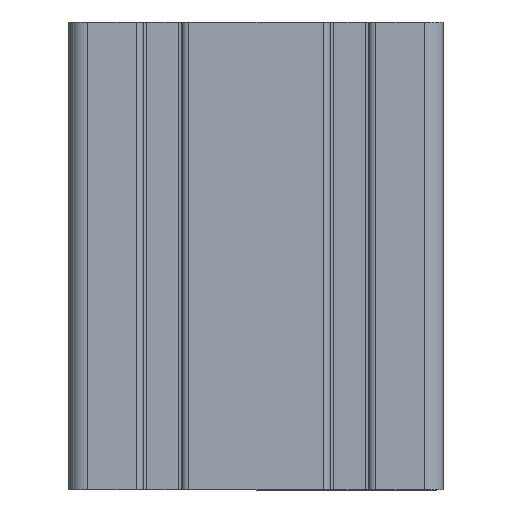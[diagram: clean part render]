
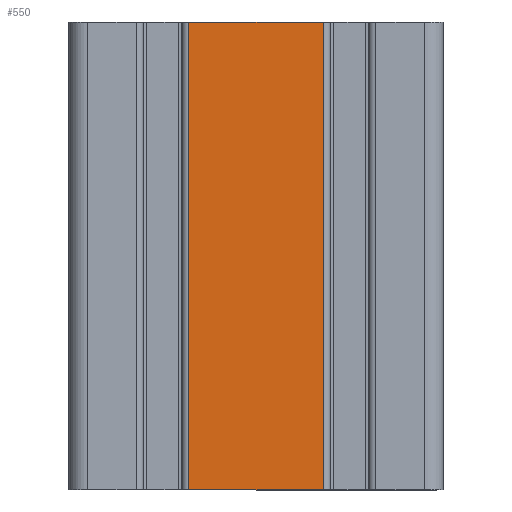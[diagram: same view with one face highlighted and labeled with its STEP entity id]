
A CAD part, top view. The second image highlights one B-rep face of the part: STEP entity #550.
In plain terms, the highlighted planar face has unit normal (0, 0, 1).
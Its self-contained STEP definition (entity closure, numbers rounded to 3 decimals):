
#550 = ADVANCED_FACE( '', ( #1137 ), #1138, .F. );
#1137 = FACE_OUTER_BOUND( '', #1748, .T. );
#1138 = PLANE( '', #1749 );
#1748 = EDGE_LOOP( '', ( #3547, #3548, #3549, #3550 ) );
#1749 = AXIS2_PLACEMENT_3D( '', #3551, #3552, #3553 );
#3547 = ORIENTED_EDGE( '', *, *, #4054, .T. );
#3548 = ORIENTED_EDGE( '', *, *, #4436, .F. );
#3549 = ORIENTED_EDGE( '', *, *, #4472, .F. );
#3550 = ORIENTED_EDGE( '', *, *, #4566, .T. );
#3551 = CARTESIAN_POINT( '', ( -14.4, 100., 16. ) );
#3552 = DIRECTION( '', ( 0., 0., -1. ) );
#3553 = DIRECTION( '', ( -1., 0., 0. ) );
#4054 = EDGE_CURVE( '', #5033, #5031, #5034, .T. );
#4436 = EDGE_CURVE( '', #5588, #5031, #5590, .T. );
#4472 = EDGE_CURVE( '', #5634, #5588, #5636, .T. );
#4566 = EDGE_CURVE( '', #5634, #5033, #5744, .T. );
#5031 = VERTEX_POINT( '', #6336 );
#5033 = VERTEX_POINT( '', #6338 );
#5034 = LINE( '', #6339, #6340 );
#5588 = VERTEX_POINT( '', #7091 );
#5590 = LINE( '', #7093, #7094 );
#5634 = VERTEX_POINT( '', #7149 );
#5636 = LINE( '', #7151, #7152 );
#5744 = LINE( '', #7293, #7294 );
#6336 = CARTESIAN_POINT( '', ( 14.4, 0., 16. ) );
#6338 = CARTESIAN_POINT( '', ( -14.4, 0., 16. ) );
#6339 = CARTESIAN_POINT( '', ( -14.4, 0., 16. ) );
#6340 = VECTOR( '', #7712, 1000. );
#7091 = CARTESIAN_POINT( '', ( 14.4, 100., 16. ) );
#7093 = CARTESIAN_POINT( '', ( 14.4, 100., 16. ) );
#7094 = VECTOR( '', #8162, 1000. );
#7149 = CARTESIAN_POINT( '', ( -14.4, 100., 16. ) );
#7151 = CARTESIAN_POINT( '', ( -14.4, 100., 16. ) );
#7152 = VECTOR( '', #8231, 1000. );
#7293 = CARTESIAN_POINT( '', ( -14.4, 100., 16. ) );
#7294 = VECTOR( '', #8343, 1000. );
#7712 = DIRECTION( '', ( 1., 0., 0. ) );
#8162 = DIRECTION( '', ( 0., -1., 0. ) );
#8231 = DIRECTION( '', ( 1., 0., 0. ) );
#8343 = DIRECTION( '', ( 0., -1., 0. ) );
